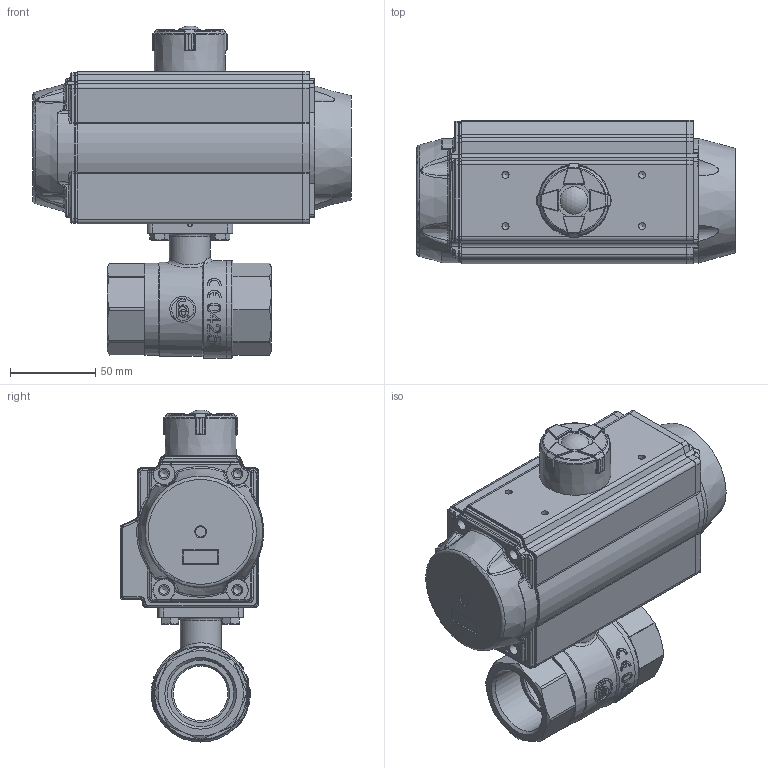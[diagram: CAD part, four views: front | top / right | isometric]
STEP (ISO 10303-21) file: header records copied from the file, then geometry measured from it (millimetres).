
FILE_DESCRIPTION(/* description */ ('Unknown'),/* implementation_level */ '2;1');
FILE_NAME(/* name */ 'PE02 0767-07',/* time_stamp */ '2025-01-14T12:11:00+01:00',/* author */ ('Unknown'),/* organization */ ('Unknown'),/* preprocessor_version */ 'ST-DEVELOPER v19.4',/* originating_system */ 'Solid Edge',/* authorisation */ 'Unknown');
FILE_SCHEMA (('AUTOMOTIVE_DESIGN {1 0 10303 214 3 1 1}'));
Products named in the file (21): PE020767-07; 2.110.032_(767-07); LA0162#11032; OR0072#V34; SE0164#032; RO0079#06; AT0042#33; OR0072#V21; LA0020#032; LA0161#032; PD03_PE02; vt65-2016-06-25; Optische Anzeige; ______; ________(___________; cup head nib bolts with large head gb_GB_FASTENER_BOLT_CHNBW M6X25-N; ____65______ ______; VT65_____________MIR; zhou65; VTE65____; DIN 933 M6x18 A2-70 BLK_EDST
Assembly tree (30 placements, depth 4):
  PE020767-07
    2.110.032_(767-07)
      LA0162#11032
      OR0072#V34  x2
      SE0164#032  x2
      RO0079#06
      AT0042#33
      OR0072#V21  x2
      LA0020#032
      LA0161#032
    PD03_PE02
      vt65-2016-06-25
      Optische Anzeige
        ______
        ________(___________  x4
        cup head nib bolts with large head gb_GB_FASTENER_BOLT_CHNBW M6X25-N
      ____65______ ______  x2
      VT65_____________MIR
      zhou65
      VTE65____
    DIN 933 M6x18 A2-70 BLK_EDST  x4
Bounding box: 186.5 x 83.89 x 194.31 mm (x, y, z)
Volume: 811416.5 mm3; surface area: 277802.8 mm2
Topology: 27 solids, 27 shells, 2517 faces, 6219 edges, 3865 vertices
Faces by surface type: plane 825, cylinder 778, bspline 439, torus 283, cone 154, sphere 38
Full cylindrical faces by diameter (mm): 2.505 x1, 3 x16, 3.3 x8, 4.134 x8, 4.66 x1, 4.917 x15, 5 x1, 6 x9, 6.2 x1, 6.5 x4, 6.647 x4, 7 x4, 8.1 x2, 10 x12, 10.8 x1, 11 x4, 11.02 x1, 11.1 x1, 11.4 x1, 11.445 x2, 12 x1, 12.5 x2, 12.9 x1, 13 x2, 13.009 x1, 14 x5, 14.5 x2, 15 x2, 15.5 x1, 16.2 x18
Entity records: 73679 total; most frequent: CARTESIAN_POINT 29583, ORIENTED_EDGE 8668, DIRECTION 7854, EDGE_CURVE 4334, AXIS2_PLACEMENT_3D 3143, VERTEX_POINT 2924, FACE_BOUND 2446, EDGE_LOOP 2424
